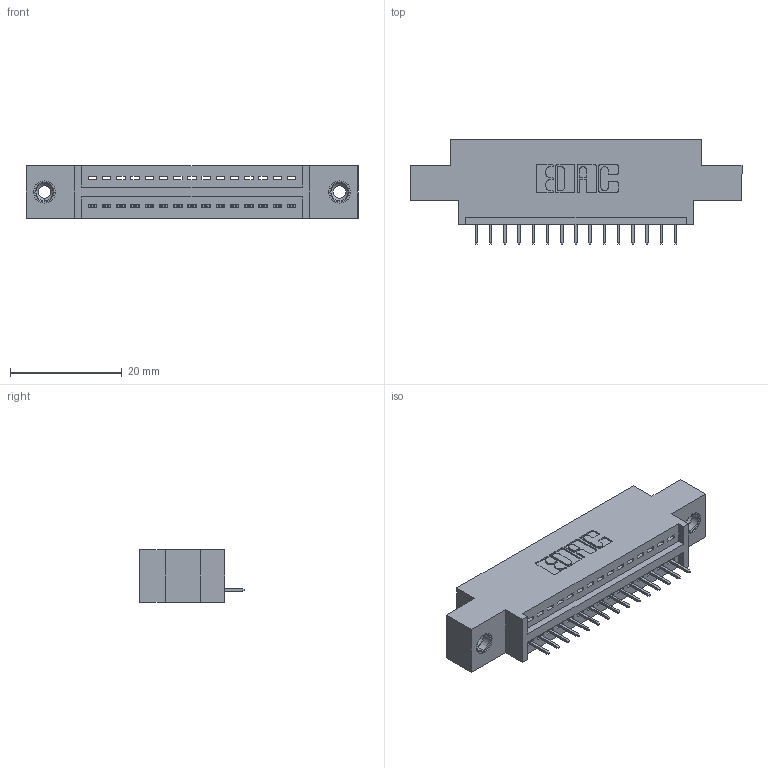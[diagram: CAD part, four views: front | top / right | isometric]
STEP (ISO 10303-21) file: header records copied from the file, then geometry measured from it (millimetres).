
FILE_DESCRIPTION (( 'STEP AP203' ), '1' );
FILE_NAME ('845-015-525-608.STEP', '2020-09-22T18:16:05', ( '' ), ( '' ), 'SwSTEP 2.0', 'SolidWorks 2020', '' );
FILE_SCHEMA (( 'CONFIG_CONTROL_DESIGN' ));
Length unit declared in the file: inch
Products named in the file (4): 845-015-525-608; 345-250-001_345-250-003-102; 345-292-001_345-293-125; 845 Part_0.170 Offset - 0.156 Dia-TI
Assembly tree (18 placements, depth 2):
  845-015-525-608
    845 Part_0.170 Offset - 0.156 Dia-TI
    345-292-001_345-293-125  x15
    345-250-001_345-250-003-102  x2
Bounding box: 59.31 x 18.72 x 9.4 mm (x, y, z)
Volume: 5230.9 mm3; surface area: 6525.9 mm2
Topology: 18 solids, 18 shells, 1120 faces, 3189 edges, 2058 vertices
Faces by surface type: plane 806, cylinder 298, cone 12, torus 4
Entity records: 16316 total; most frequent: CARTESIAN_POINT 2808, ORIENTED_EDGE 2750, DIRECTION 2519, EDGE_CURVE 1375, LINE 1167, VECTOR 1167, VERTEX_POINT 908, AXIS2_PLACEMENT_3D 676
